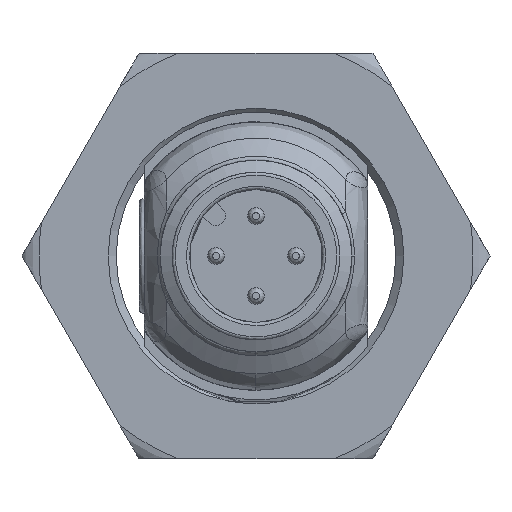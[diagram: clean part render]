
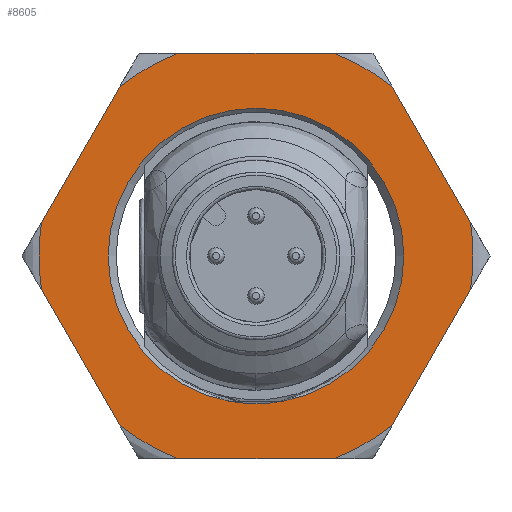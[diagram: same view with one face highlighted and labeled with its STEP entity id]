
A CAD part, left-side view. The second image highlights one B-rep face of the part: STEP entity #8605.
In plain terms, the highlighted planar face has unit normal (-1, 0, 0).
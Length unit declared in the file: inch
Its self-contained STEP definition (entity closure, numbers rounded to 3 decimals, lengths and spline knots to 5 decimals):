
#158 = VECTOR ( 'NONE', #8270, 39.37008 ) ;
#193 = CARTESIAN_POINT ( 'NONE',  ( 0.23447, 0.52854, 0.08297 ) ) ;
#247 = DIRECTION ( 'NONE',  ( 1., 0., 0. ) ) ;
#311 = EDGE_CURVE ( 'NONE', #1476, #4806, #6566, .T. ) ;
#365 = VECTOR ( 'NONE', #8974, 39.37008 ) ;
#414 = AXIS2_PLACEMENT_3D ( 'NONE', #5835, #5000, #8593 ) ;
#586 = DIRECTION ( 'NONE',  ( 1., 0., 0. ) ) ;
#605 = EDGE_LOOP ( 'NONE', ( #2673, #5738, #5004, #882, #844, #1436, #8102, #2646, #5596, #5915, #1806, #7319 ) ) ;
#682 = VERTEX_POINT ( 'NONE', #2636 ) ;
#734 = CARTESIAN_POINT ( 'NONE',  ( 0.23447, 0., -0.49921 ) ) ;
#735 = CIRCLE ( 'NONE', #2167, 0.53501 ) ;
#818 = EDGE_CURVE ( 'NONE', #3495, #8671, #2904, .T. ) ;
#844 = ORIENTED_EDGE ( 'NONE', *, *, #5506, .F. ) ;
#850 = VECTOR ( 'NONE', #5748, 39.37008 ) ;
#882 = ORIENTED_EDGE ( 'NONE', *, *, #6193, .F. ) ;
#1010 = DIRECTION ( 'NONE',  ( 0., 0., -1. ) ) ;
#1025 = EDGE_LOOP ( 'NONE', ( #2784 ) ) ;
#1100 = CARTESIAN_POINT ( 'NONE',  ( 0.23447, -0.33612, -0.41624 ) ) ;
#1109 = DIRECTION ( 'NONE',  ( 0., 0., -1. ) ) ;
#1258 = LINE ( 'NONE', #734, #850 ) ;
#1436 = ORIENTED_EDGE ( 'NONE', *, *, #8060, .F. ) ;
#1442 = DIRECTION ( 'NONE',  ( 1., 0., 0. ) ) ;
#1476 = VERTEX_POINT ( 'NONE', #1100 ) ;
#1561 = CIRCLE ( 'NONE', #4191, 0.36417 ) ;
#1589 = DIRECTION ( 'NONE',  ( 0., -0.5, 0.866 ) ) ;
#1806 = ORIENTED_EDGE ( 'NONE', *, *, #4473, .F. ) ;
#1885 = DIRECTION ( 'NONE',  ( 0., 0., -1. ) ) ;
#1933 = DIRECTION ( 'NONE',  ( 1., 0., 0. ) ) ;
#2006 = CARTESIAN_POINT ( 'NONE',  ( 0.23447, 0.33612, -0.41624 ) ) ;
#2054 = DIRECTION ( 'NONE',  ( 0., 0., -1. ) ) ;
#2167 = AXIS2_PLACEMENT_3D ( 'NONE', #2705, #4756, #8363 ) ;
#2349 = CARTESIAN_POINT ( 'NONE',  ( 0.23447, 0.52854, -0.08297 ) ) ;
#2383 = DIRECTION ( 'NONE',  ( 1., 0., 0. ) ) ;
#2621 = FACE_BOUND ( 'NONE', #1025, .T. ) ;
#2624 = AXIS2_PLACEMENT_3D ( 'NONE', #4395, #247, #3020 ) ;
#2636 = CARTESIAN_POINT ( 'NONE',  ( 0.23447, -0.33612, 0.41624 ) ) ;
#2646 = ORIENTED_EDGE ( 'NONE', *, *, #8469, .F. ) ;
#2658 = DIRECTION ( 'NONE',  ( -1., 0., 0. ) ) ;
#2662 = EDGE_CURVE ( 'NONE', #2956, #2956, #1561, .T. ) ;
#2673 = ORIENTED_EDGE ( 'NONE', *, *, #818, .F. ) ;
#2705 = CARTESIAN_POINT ( 'NONE',  ( 0.23447, 0., 0. ) ) ;
#2768 = AXIS2_PLACEMENT_3D ( 'NONE', #7508, #586, #1885 ) ;
#2781 = CIRCLE ( 'NONE', #7874, 0.53501 ) ;
#2784 = ORIENTED_EDGE ( 'NONE', *, *, #2662, .F. ) ;
#2785 = CARTESIAN_POINT ( 'NONE',  ( 0.23447, -0.33612, 0.41624 ) ) ;
#2825 = LINE ( 'NONE', #2785, #5829 ) ;
#2864 = CARTESIAN_POINT ( 'NONE',  ( 0.23447, 0.33612, 0.41624 ) ) ;
#2904 = CIRCLE ( 'NONE', #2624, 0.53501 ) ;
#2956 = VERTEX_POINT ( 'NONE', #7172 ) ;
#3020 = DIRECTION ( 'NONE',  ( 0., 0., -1. ) ) ;
#3212 = PLANE ( 'NONE',  #8415 ) ;
#3479 = EDGE_CURVE ( 'NONE', #682, #7228, #2825, .T. ) ;
#3495 = VERTEX_POINT ( 'NONE', #2864 ) ;
#3769 = CARTESIAN_POINT ( 'NONE',  ( 0.23447, 0.33612, -0.41624 ) ) ;
#4191 = AXIS2_PLACEMENT_3D ( 'NONE', #5459, #2658, #4750 ) ;
#4258 = EDGE_CURVE ( 'NONE', #8622, #3495, #5728, .T. ) ;
#4356 = CARTESIAN_POINT ( 'NONE',  ( 0.23447, -0.52854, -0.08297 ) ) ;
#4395 = CARTESIAN_POINT ( 'NONE',  ( 0.23447, 0., 0. ) ) ;
#4472 = CARTESIAN_POINT ( 'NONE',  ( 0.23447, 0., 0. ) ) ;
#4473 = EDGE_CURVE ( 'NONE', #5695, #682, #735, .T. ) ;
#4677 = DIRECTION ( 'NONE',  ( 0., 0.5, -0.866 ) ) ;
#4750 = DIRECTION ( 'NONE',  ( 0., 0., 1. ) ) ;
#4756 = DIRECTION ( 'NONE',  ( 1., 0., 0. ) ) ;
#4806 = VERTEX_POINT ( 'NONE', #6131 ) ;
#5000 = DIRECTION ( 'NONE',  ( 1., 0., 0. ) ) ;
#5004 = ORIENTED_EDGE ( 'NONE', *, *, #8367, .F. ) ;
#5329 = LINE ( 'NONE', #6102, #5382 ) ;
#5382 = VECTOR ( 'NONE', #4677, 39.37008 ) ;
#5432 = CARTESIAN_POINT ( 'NONE',  ( 0.23447, 0., 0. ) ) ;
#5459 = CARTESIAN_POINT ( 'NONE',  ( 0.23447, 0., 0. ) ) ;
#5506 = EDGE_CURVE ( 'NONE', #6991, #6337, #2781, .T. ) ;
#5596 = ORIENTED_EDGE ( 'NONE', *, *, #7456, .F. ) ;
#5695 = VERTEX_POINT ( 'NONE', #7725 ) ;
#5713 = DIRECTION ( 'NONE',  ( 0., -0.5, -0.866 ) ) ;
#5728 = LINE ( 'NONE', #193, #8715 ) ;
#5738 = ORIENTED_EDGE ( 'NONE', *, *, #4258, .F. ) ;
#5748 = DIRECTION ( 'NONE',  ( 0., 1., 0. ) ) ;
#5829 = VECTOR ( 'NONE', #5713, 39.37008 ) ;
#5835 = CARTESIAN_POINT ( 'NONE',  ( 0.23447, 0., 0. ) ) ;
#5915 = ORIENTED_EDGE ( 'NONE', *, *, #3479, .F. ) ;
#6010 = CARTESIAN_POINT ( 'NONE',  ( 0.23447, 0.52854, 0.08297 ) ) ;
#6102 = CARTESIAN_POINT ( 'NONE',  ( 0.23447, -0.52854, -0.08297 ) ) ;
#6131 = CARTESIAN_POINT ( 'NONE',  ( 0.23447, -0.19241, -0.49921 ) ) ;
#6193 = EDGE_CURVE ( 'NONE', #6337, #8368, #6913, .T. ) ;
#6218 = LINE ( 'NONE', #6934, #365 ) ;
#6337 = VERTEX_POINT ( 'NONE', #3769 ) ;
#6566 = CIRCLE ( 'NONE', #2768, 0.53501 ) ;
#6728 = CARTESIAN_POINT ( 'NONE',  ( 0.23447, 0.19241, -0.49921 ) ) ;
#6913 = LINE ( 'NONE', #2006, #158 ) ;
#6934 = CARTESIAN_POINT ( 'NONE',  ( 0.23447, 0., 0.49921 ) ) ;
#6945 = CARTESIAN_POINT ( 'NONE',  ( 0.23447, 0., 0. ) ) ;
#6991 = VERTEX_POINT ( 'NONE', #6728 ) ;
#7063 = EDGE_CURVE ( 'NONE', #8671, #5695, #6218, .T. ) ;
#7172 = CARTESIAN_POINT ( 'NONE',  ( 0.23447, 0., 0.36417 ) ) ;
#7228 = VERTEX_POINT ( 'NONE', #8048 ) ;
#7319 = ORIENTED_EDGE ( 'NONE', *, *, #7063, .F. ) ;
#7361 = FACE_OUTER_BOUND ( 'NONE', #605, .T. ) ;
#7456 = EDGE_CURVE ( 'NONE', #7228, #8088, #8378, .T. ) ;
#7508 = CARTESIAN_POINT ( 'NONE',  ( 0.23447, 0., 0. ) ) ;
#7725 = CARTESIAN_POINT ( 'NONE',  ( 0.23447, -0.19241, 0.49921 ) ) ;
#7836 = CIRCLE ( 'NONE', #414, 0.53501 ) ;
#7874 = AXIS2_PLACEMENT_3D ( 'NONE', #6945, #1442, #2054 ) ;
#8048 = CARTESIAN_POINT ( 'NONE',  ( 0.23447, -0.52854, 0.08297 ) ) ;
#8060 = EDGE_CURVE ( 'NONE', #4806, #6991, #1258, .T. ) ;
#8088 = VERTEX_POINT ( 'NONE', #4356 ) ;
#8102 = ORIENTED_EDGE ( 'NONE', *, *, #311, .F. ) ;
#8239 = CARTESIAN_POINT ( 'NONE',  ( 0.23447, 0.19241, 0.49921 ) ) ;
#8270 = DIRECTION ( 'NONE',  ( 0., 0.5, 0.866 ) ) ;
#8363 = DIRECTION ( 'NONE',  ( 0., 0., -1. ) ) ;
#8367 = EDGE_CURVE ( 'NONE', #8368, #8622, #7836, .T. ) ;
#8368 = VERTEX_POINT ( 'NONE', #2349 ) ;
#8378 = CIRCLE ( 'NONE', #8514, 0.53501 ) ;
#8415 = AXIS2_PLACEMENT_3D ( 'NONE', #5432, #1933, #1109 ) ;
#8469 = EDGE_CURVE ( 'NONE', #8088, #1476, #5329, .T. ) ;
#8514 = AXIS2_PLACEMENT_3D ( 'NONE', #4472, #2383, #1010 ) ;
#8593 = DIRECTION ( 'NONE',  ( 0., 0., -1. ) ) ;
#8605 = ADVANCED_FACE ( 'NONE', ( #7361, #2621 ), #3212, .F. ) ;
#8622 = VERTEX_POINT ( 'NONE', #6010 ) ;
#8671 = VERTEX_POINT ( 'NONE', #8239 ) ;
#8715 = VECTOR ( 'NONE', #1589, 39.37008 ) ;
#8974 = DIRECTION ( 'NONE',  ( 0., -1., 0. ) ) ;
